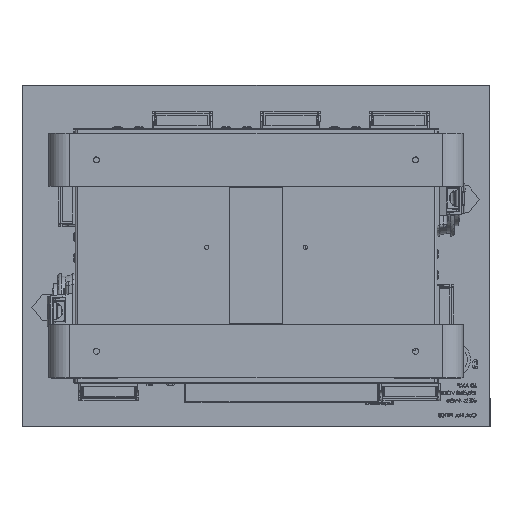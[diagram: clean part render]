
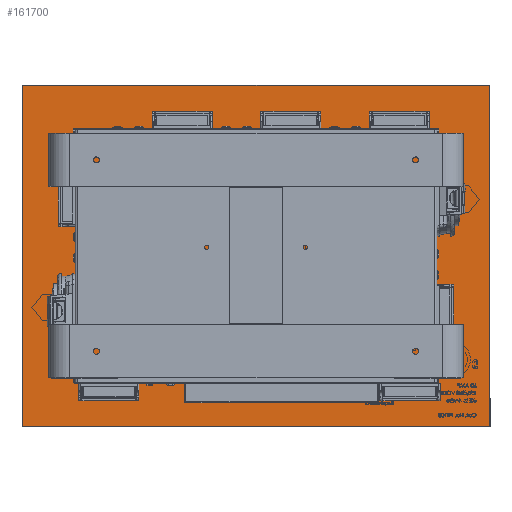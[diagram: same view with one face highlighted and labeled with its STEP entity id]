
A CAD part, top view. The second image highlights one B-rep face of the part: STEP entity #161700.
In plain terms, the highlighted planar face has unit normal (0, 0, 1).
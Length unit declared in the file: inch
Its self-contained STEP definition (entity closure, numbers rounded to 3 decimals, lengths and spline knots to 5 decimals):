
#625 = ORIENTED_EDGE ( 'NONE', *, *, #104942, .T. ) ;
#5262 = CARTESIAN_POINT ( 'NONE',  ( 3.50436, -5.59237, -1.78417 ) ) ;
#5911 = CARTESIAN_POINT ( 'NONE',  ( 3.12936, 5.65763, -1.78417 ) ) ;
#6530 = ORIENTED_EDGE ( 'NONE', *, *, #106121, .F. ) ;
#7619 = CARTESIAN_POINT ( 'NONE',  ( 8.47336, -7.96737, -1.78417 ) ) ;
#8496 = CIRCLE ( 'NONE', #160821, 0.125 ) ;
#9679 = DIRECTION ( 'NONE',  ( 0., 0., 1. ) ) ;
#9703 = EDGE_CURVE ( 'NONE', #49950, #142728, #40200, .T. ) ;
#9734 = CARTESIAN_POINT ( 'NONE',  ( 3.00436, 5.65763, -1.78417 ) ) ;
#11064 = ORIENTED_EDGE ( 'NONE', *, *, #43005, .F. ) ;
#18118 = CARTESIAN_POINT ( 'NONE',  ( 3.37936, -5.59237, -1.78417 ) ) ;
#21964 = CARTESIAN_POINT ( 'NONE',  ( 2.87936, 5.65763, -1.78417 ) ) ;
#22114 = ORIENTED_EDGE ( 'NONE', *, *, #107291, .F. ) ;
#22209 = CARTESIAN_POINT ( 'NONE',  ( -8.62064, -5.59237, -1.78417 ) ) ;
#23829 = AXIS2_PLACEMENT_3D ( 'NONE', #34983, #184002, #67090 ) ;
#24451 = DIRECTION ( 'NONE',  ( 0., 0., 1. ) ) ;
#24482 = DIRECTION ( 'NONE',  ( -1., 0., 0. ) ) ;
#25189 = DIRECTION ( 'NONE',  ( 0., 0., 1. ) ) ;
#27024 = PLANE ( 'NONE',  #68999 ) ;
#27723 = CARTESIAN_POINT ( 'NONE',  ( -13.46464, 8.03263, -1.78417 ) ) ;
#28841 = CARTESIAN_POINT ( 'NONE',  ( 8.47336, 8.03263, -1.78417 ) ) ;
#31663 = CARTESIAN_POINT ( 'NONE',  ( -7.99564, 5.65763, -1.78417 ) ) ;
#33872 = EDGE_CURVE ( 'NONE', #93265, #142728, #65208, .T. ) ;
#34983 = CARTESIAN_POINT ( 'NONE',  ( -8.49564, -5.59237, -1.78417 ) ) ;
#37239 = EDGE_CURVE ( 'NONE', #108341, #132132, #162188, .T. ) ;
#38208 = VECTOR ( 'NONE', #40753, 39.37008 ) ;
#38691 = VERTEX_POINT ( 'NONE', #21964 ) ;
#40200 = LINE ( 'NONE', #106827, #154620 ) ;
#40753 = DIRECTION ( 'NONE',  ( 0., -1., 0. ) ) ;
#43005 = EDGE_CURVE ( 'NONE', #122582, #107860, #65765, .T. ) ;
#43863 = CIRCLE ( 'NONE', #194376, 0.125 ) ;
#44040 = EDGE_LOOP ( 'NONE', ( #189738, #108941, #625, #97331 ) ) ;
#45494 = VERTEX_POINT ( 'NONE', #51036 ) ;
#46000 = EDGE_CURVE ( 'NONE', #38691, #76179, #43863, .T. ) ;
#47716 = DIRECTION ( 'NONE',  ( 0., 0., 1. ) ) ;
#49950 = VERTEX_POINT ( 'NONE', #7619 ) ;
#50013 = CARTESIAN_POINT ( 'NONE',  ( -8.37064, -5.59237, -1.78417 ) ) ;
#51036 = CARTESIAN_POINT ( 'NONE',  ( 3.62936, -5.59237, -1.78417 ) ) ;
#56947 = CARTESIAN_POINT ( 'NONE',  ( -13.46464, 8.03263, -1.78417 ) ) ;
#58033 = FACE_BOUND ( 'NONE', #89330, .T. ) ;
#60000 = CARTESIAN_POINT ( 'NONE',  ( -8.49564, -5.59237, -1.78417 ) ) ;
#62134 = AXIS2_PLACEMENT_3D ( 'NONE', #175528, #24451, #140690 ) ;
#65208 = LINE ( 'NONE', #151425, #169125 ) ;
#65765 = CIRCLE ( 'NONE', #121458, 0.125 ) ;
#67090 = DIRECTION ( 'NONE',  ( -1., 0., 0. ) ) ;
#67419 = CIRCLE ( 'NONE', #173697, 0.125 ) ;
#68999 = AXIS2_PLACEMENT_3D ( 'NONE', #27723, #176687, #77143 ) ;
#70380 = CARTESIAN_POINT ( 'NONE',  ( 3.00436, 5.65763, -1.78417 ) ) ;
#73294 = AXIS2_PLACEMENT_3D ( 'NONE', #70380, #152471, #85589 ) ;
#73946 = VERTEX_POINT ( 'NONE', #28841 ) ;
#74941 = CARTESIAN_POINT ( 'NONE',  ( -13.46464, -7.96737, -1.78417 ) ) ;
#76179 = VERTEX_POINT ( 'NONE', #5911 ) ;
#76656 = DIRECTION ( 'NONE',  ( 0., 0., 1. ) ) ;
#77143 = DIRECTION ( 'NONE',  ( -1., 0., 0. ) ) ;
#77876 = VERTEX_POINT ( 'NONE', #18118 ) ;
#81282 = ORIENTED_EDGE ( 'NONE', *, *, #179692, .F. ) ;
#81452 = ORIENTED_EDGE ( 'NONE', *, *, #170251, .F. ) ;
#84844 = EDGE_CURVE ( 'NONE', #73946, #49950, #87601, .T. ) ;
#85237 = DIRECTION ( 'NONE',  ( 0., -1., 0. ) ) ;
#85589 = DIRECTION ( 'NONE',  ( -1., 0., 0. ) ) ;
#87399 = EDGE_LOOP ( 'NONE', ( #157959, #202853 ) ) ;
#87601 = LINE ( 'NONE', #207923, #38208 ) ;
#89188 = CARTESIAN_POINT ( 'NONE',  ( -7.99564, 5.65763, -1.78417 ) ) ;
#89213 = FACE_BOUND ( 'NONE', #120247, .T. ) ;
#89330 = EDGE_LOOP ( 'NONE', ( #119549, #81452 ) ) ;
#89938 = EDGE_CURVE ( 'NONE', #132132, #108341, #170660, .T. ) ;
#90124 = DIRECTION ( 'NONE',  ( -1., 0., 0. ) ) ;
#92597 = DIRECTION ( 'NONE',  ( -1., 0., 0. ) ) ;
#93265 = VERTEX_POINT ( 'NONE', #151914 ) ;
#93372 = DIRECTION ( 'NONE',  ( -1., 0., 0. ) ) ;
#97331 = ORIENTED_EDGE ( 'NONE', *, *, #33872, .T. ) ;
#99631 = CARTESIAN_POINT ( 'NONE',  ( -8.12064, 5.65763, -1.78417 ) ) ;
#102852 = LINE ( 'NONE', #56947, #120995 ) ;
#104942 = EDGE_CURVE ( 'NONE', #73946, #93265, #102852, .T. ) ;
#105182 = AXIS2_PLACEMENT_3D ( 'NONE', #60000, #9679, #92597 ) ;
#105575 = DIRECTION ( 'NONE',  ( -1., 0., 0. ) ) ;
#106121 = EDGE_CURVE ( 'NONE', #77876, #45494, #203250, .T. ) ;
#106827 = CARTESIAN_POINT ( 'NONE',  ( -13.46464, -7.96737, -1.78417 ) ) ;
#107291 = EDGE_CURVE ( 'NONE', #107860, #122582, #67419, .T. ) ;
#107860 = VERTEX_POINT ( 'NONE', #99631 ) ;
#108341 = VERTEX_POINT ( 'NONE', #50013 ) ;
#108941 = ORIENTED_EDGE ( 'NONE', *, *, #84844, .F. ) ;
#119549 = ORIENTED_EDGE ( 'NONE', *, *, #46000, .F. ) ;
#120247 = EDGE_LOOP ( 'NONE', ( #22114, #11064 ) ) ;
#120911 = DIRECTION ( 'NONE',  ( 0., 0., 1. ) ) ;
#120995 = VECTOR ( 'NONE', #105575, 39.37008 ) ;
#121458 = AXIS2_PLACEMENT_3D ( 'NONE', #31663, #47716, #197415 ) ;
#122582 = VERTEX_POINT ( 'NONE', #148428 ) ;
#122977 = FACE_BOUND ( 'NONE', #87399, .T. ) ;
#132132 = VERTEX_POINT ( 'NONE', #22209 ) ;
#140690 = DIRECTION ( 'NONE',  ( -1., 0., 0. ) ) ;
#142010 = CIRCLE ( 'NONE', #73294, 0.125 ) ;
#142728 = VERTEX_POINT ( 'NONE', #74941 ) ;
#148428 = CARTESIAN_POINT ( 'NONE',  ( -7.87064, 5.65763, -1.78417 ) ) ;
#151425 = CARTESIAN_POINT ( 'NONE',  ( -13.46464, 8.03263, -1.78417 ) ) ;
#151914 = CARTESIAN_POINT ( 'NONE',  ( -13.46464, 8.03263, -1.78417 ) ) ;
#152471 = DIRECTION ( 'NONE',  ( 0., 0., 1. ) ) ;
#154620 = VECTOR ( 'NONE', #90124, 39.37008 ) ;
#157959 = ORIENTED_EDGE ( 'NONE', *, *, #89938, .F. ) ;
#160821 = AXIS2_PLACEMENT_3D ( 'NONE', #5262, #120911, #205985 ) ;
#161700 = ADVANCED_FACE ( 'NONE', ( #195800, #89213, #58033, #122977, #182828 ), #27024, .T. ) ;
#162188 = CIRCLE ( 'NONE', #105182, 0.125 ) ;
#169125 = VECTOR ( 'NONE', #85237, 39.37008 ) ;
#170251 = EDGE_CURVE ( 'NONE', #76179, #38691, #142010, .T. ) ;
#170660 = CIRCLE ( 'NONE', #23829, 0.125 ) ;
#173697 = AXIS2_PLACEMENT_3D ( 'NONE', #89188, #25189, #24482 ) ;
#175528 = CARTESIAN_POINT ( 'NONE',  ( 3.50436, -5.59237, -1.78417 ) ) ;
#176687 = DIRECTION ( 'NONE',  ( 0., 0., 1. ) ) ;
#179692 = EDGE_CURVE ( 'NONE', #45494, #77876, #8496, .T. ) ;
#182828 = FACE_OUTER_BOUND ( 'NONE', #44040, .T. ) ;
#184002 = DIRECTION ( 'NONE',  ( 0., 0., 1. ) ) ;
#189738 = ORIENTED_EDGE ( 'NONE', *, *, #9703, .F. ) ;
#194376 = AXIS2_PLACEMENT_3D ( 'NONE', #9734, #76656, #93372 ) ;
#195800 = FACE_BOUND ( 'NONE', #205625, .T. ) ;
#197415 = DIRECTION ( 'NONE',  ( -1., 0., 0. ) ) ;
#202853 = ORIENTED_EDGE ( 'NONE', *, *, #37239, .F. ) ;
#203250 = CIRCLE ( 'NONE', #62134, 0.125 ) ;
#205625 = EDGE_LOOP ( 'NONE', ( #6530, #81282 ) ) ;
#205985 = DIRECTION ( 'NONE',  ( -1., 0., 0. ) ) ;
#207923 = CARTESIAN_POINT ( 'NONE',  ( 8.47336, 8.03263, -1.78417 ) ) ;
